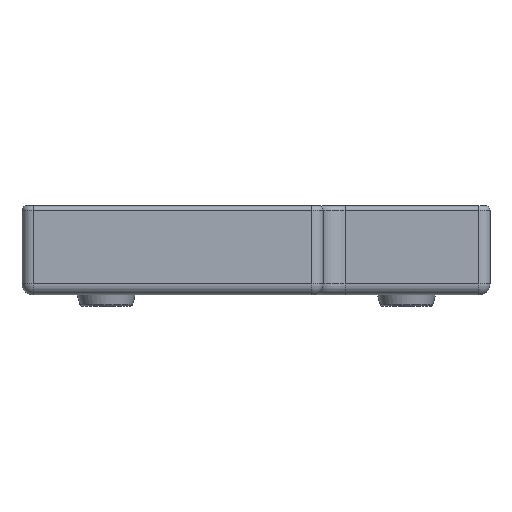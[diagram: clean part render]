
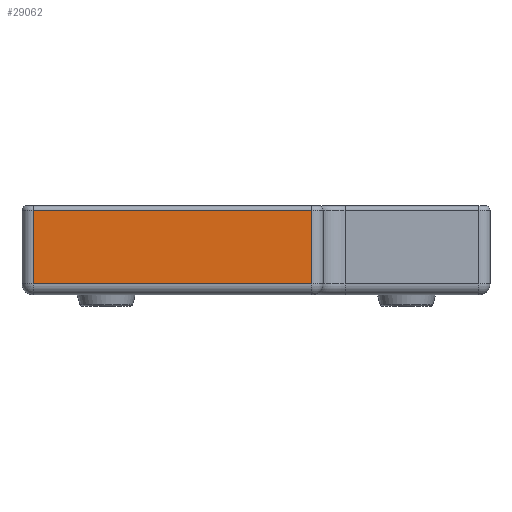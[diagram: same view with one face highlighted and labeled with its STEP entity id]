
A CAD part, left-side view. The second image highlights one B-rep face of the part: STEP entity #29062.
In plain terms, the highlighted planar face has unit normal (-1, 0, 0).
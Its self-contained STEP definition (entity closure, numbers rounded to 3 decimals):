
#205 = CYLINDRICAL_SURFACE('',#206,2.5);
#206 = AXIS2_PLACEMENT_3D('',#207,#208,#209);
#207 = CARTESIAN_POINT('',(-47.113,0.,2.5));
#208 = DIRECTION('',(0.,1.,0.));
#209 = DIRECTION('',(0.,0.,-1.));
#10881 = VERTEX_POINT('',#10882);
#10882 = CARTESIAN_POINT('',(-49.613,2.5,2.5));
#10907 = EDGE_CURVE('',#10881,#10908,#10910,.T.);
#10908 = VERTEX_POINT('',#10909);
#10909 = CARTESIAN_POINT('',(-49.613,65.102,2.5));
#10910 = SURFACE_CURVE('',#10911,(#10915,#10922),.PCURVE_S1.);
#10911 = LINE('',#10912,#10913);
#10912 = CARTESIAN_POINT('',(-49.613,0.,2.5));
#10913 = VECTOR('',#10914,1.);
#10914 = DIRECTION('',(0.,1.,0.));
#10915 = PCURVE('',#205,#10916);
#10916 = DEFINITIONAL_REPRESENTATION('',(#10917),#10921);
#10917 = LINE('',#10918,#10919);
#10918 = CARTESIAN_POINT('',(1.571,0.));
#10919 = VECTOR('',#10920,1.);
#10920 = DIRECTION('',(0.,1.));
#10921 = ( GEOMETRIC_REPRESENTATION_CONTEXT(2) 
PARAMETRIC_REPRESENTATION_CONTEXT() REPRESENTATION_CONTEXT('2D SPACE',''
  ) );
#10922 = PCURVE('',#10923,#10928);
#10923 = PLANE('',#10924);
#10924 = AXIS2_PLACEMENT_3D('',#10925,#10926,#10927);
#10925 = CARTESIAN_POINT('',(-49.613,0.,0.));
#10926 = DIRECTION('',(-1.,0.,0.));
#10927 = DIRECTION('',(0.,1.,0.));
#10928 = DEFINITIONAL_REPRESENTATION('',(#10929),#10933);
#10929 = LINE('',#10930,#10931);
#10930 = CARTESIAN_POINT('',(0.,-2.5));
#10931 = VECTOR('',#10932,1.);
#10932 = DIRECTION('',(1.,0.));
#10933 = ( GEOMETRIC_REPRESENTATION_CONTEXT(2) 
PARAMETRIC_REPRESENTATION_CONTEXT() REPRESENTATION_CONTEXT('2D SPACE',''
  ) );
#28741 = CYLINDRICAL_SURFACE('',#28742,2.5);
#28742 = AXIS2_PLACEMENT_3D('',#28743,#28744,#28745);
#28743 = CARTESIAN_POINT('',(-47.113,65.102,0.));
#28744 = DIRECTION('',(0.,0.,1.));
#28745 = DIRECTION('',(-1.,0.,0.));
#29051 = CYLINDRICAL_SURFACE('',#29052,2.5);
#29052 = AXIS2_PLACEMENT_3D('',#29053,#29054,#29055);
#29053 = CARTESIAN_POINT('',(-47.113,2.5,0.));
#29054 = DIRECTION('',(0.,0.,1.));
#29055 = DIRECTION('',(0.,-1.,0.));
#29062 = ADVANCED_FACE('',(#29063),#10923,.T.);
#29063 = FACE_BOUND('',#29064,.T.);
#29064 = EDGE_LOOP('',(#29065,#29088,#29116,#29137));
#29065 = ORIENTED_EDGE('',*,*,#29066,.T.);
#29066 = EDGE_CURVE('',#10881,#29067,#29069,.T.);
#29067 = VERTEX_POINT('',#29068);
#29068 = CARTESIAN_POINT('',(-49.613,2.5,19.));
#29069 = SURFACE_CURVE('',#29070,(#29074,#29081),.PCURVE_S1.);
#29070 = LINE('',#29071,#29072);
#29071 = CARTESIAN_POINT('',(-49.613,2.5,0.));
#29072 = VECTOR('',#29073,1.);
#29073 = DIRECTION('',(0.,0.,1.));
#29074 = PCURVE('',#10923,#29075);
#29075 = DEFINITIONAL_REPRESENTATION('',(#29076),#29080);
#29076 = LINE('',#29077,#29078);
#29077 = CARTESIAN_POINT('',(2.5,0.));
#29078 = VECTOR('',#29079,1.);
#29079 = DIRECTION('',(0.,-1.));
#29080 = ( GEOMETRIC_REPRESENTATION_CONTEXT(2) 
PARAMETRIC_REPRESENTATION_CONTEXT() REPRESENTATION_CONTEXT('2D SPACE',''
  ) );
#29081 = PCURVE('',#29051,#29082);
#29082 = DEFINITIONAL_REPRESENTATION('',(#29083),#29087);
#29083 = LINE('',#29084,#29085);
#29084 = CARTESIAN_POINT('',(-1.571,0.));
#29085 = VECTOR('',#29086,1.);
#29086 = DIRECTION('',(-0.,1.));
#29087 = ( GEOMETRIC_REPRESENTATION_CONTEXT(2) 
PARAMETRIC_REPRESENTATION_CONTEXT() REPRESENTATION_CONTEXT('2D SPACE',''
  ) );
#29088 = ORIENTED_EDGE('',*,*,#29089,.T.);
#29089 = EDGE_CURVE('',#29067,#29090,#29092,.T.);
#29090 = VERTEX_POINT('',#29091);
#29091 = CARTESIAN_POINT('',(-49.613,65.102,19.));
#29092 = SURFACE_CURVE('',#29093,(#29097,#29104),.PCURVE_S1.);
#29093 = LINE('',#29094,#29095);
#29094 = CARTESIAN_POINT('',(-49.613,2.5,19.));
#29095 = VECTOR('',#29096,1.);
#29096 = DIRECTION('',(0.,1.,0.));
#29097 = PCURVE('',#10923,#29098);
#29098 = DEFINITIONAL_REPRESENTATION('',(#29099),#29103);
#29099 = LINE('',#29100,#29101);
#29100 = CARTESIAN_POINT('',(2.5,-19.));
#29101 = VECTOR('',#29102,1.);
#29102 = DIRECTION('',(1.,0.));
#29103 = ( GEOMETRIC_REPRESENTATION_CONTEXT(2) 
PARAMETRIC_REPRESENTATION_CONTEXT() REPRESENTATION_CONTEXT('2D SPACE',''
  ) );
#29104 = PCURVE('',#29105,#29110);
#29105 = CYLINDRICAL_SURFACE('',#29106,1.);
#29106 = AXIS2_PLACEMENT_3D('',#29107,#29108,#29109);
#29107 = CARTESIAN_POINT('',(-48.613,2.5,19.));
#29108 = DIRECTION('',(0.,1.,0.));
#29109 = DIRECTION('',(0.,0.,1.));
#29110 = DEFINITIONAL_REPRESENTATION('',(#29111),#29115);
#29111 = LINE('',#29112,#29113);
#29112 = CARTESIAN_POINT('',(-1.571,0.));
#29113 = VECTOR('',#29114,1.);
#29114 = DIRECTION('',(-0.,1.));
#29115 = ( GEOMETRIC_REPRESENTATION_CONTEXT(2) 
PARAMETRIC_REPRESENTATION_CONTEXT() REPRESENTATION_CONTEXT('2D SPACE',''
  ) );
#29116 = ORIENTED_EDGE('',*,*,#29117,.F.);
#29117 = EDGE_CURVE('',#10908,#29090,#29118,.T.);
#29118 = SURFACE_CURVE('',#29119,(#29123,#29130),.PCURVE_S1.);
#29119 = LINE('',#29120,#29121);
#29120 = CARTESIAN_POINT('',(-49.613,65.102,0.));
#29121 = VECTOR('',#29122,1.);
#29122 = DIRECTION('',(0.,0.,1.));
#29123 = PCURVE('',#10923,#29124);
#29124 = DEFINITIONAL_REPRESENTATION('',(#29125),#29129);
#29125 = LINE('',#29126,#29127);
#29126 = CARTESIAN_POINT('',(65.102,0.));
#29127 = VECTOR('',#29128,1.);
#29128 = DIRECTION('',(0.,-1.));
#29129 = ( GEOMETRIC_REPRESENTATION_CONTEXT(2) 
PARAMETRIC_REPRESENTATION_CONTEXT() REPRESENTATION_CONTEXT('2D SPACE',''
  ) );
#29130 = PCURVE('',#28741,#29131);
#29131 = DEFINITIONAL_REPRESENTATION('',(#29132),#29136);
#29132 = LINE('',#29133,#29134);
#29133 = CARTESIAN_POINT('',(-0.,0.));
#29134 = VECTOR('',#29135,1.);
#29135 = DIRECTION('',(-0.,1.));
#29136 = ( GEOMETRIC_REPRESENTATION_CONTEXT(2) 
PARAMETRIC_REPRESENTATION_CONTEXT() REPRESENTATION_CONTEXT('2D SPACE',''
  ) );
#29137 = ORIENTED_EDGE('',*,*,#10907,.F.);
